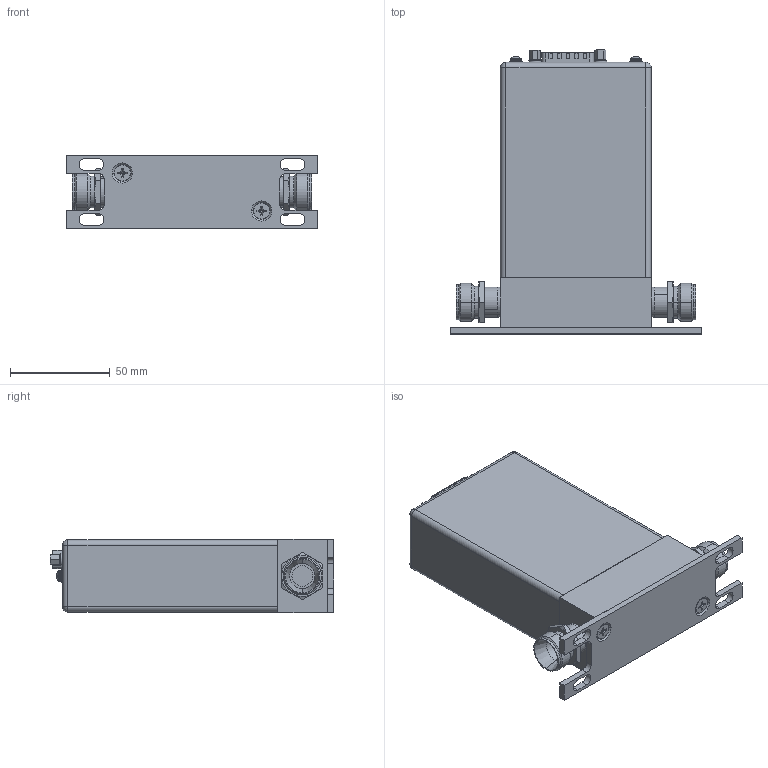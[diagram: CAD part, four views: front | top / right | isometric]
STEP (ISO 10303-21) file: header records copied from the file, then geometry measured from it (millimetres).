
FILE_DESCRIPTION((''),'2;1');
FILE_NAME('GE50A_4-20_1-2_TUBE_ASM','2014-09-25T',('cockrofm'),(''),'PRO/ENGINEER BY PARAMETRIC TECHNOLOGY CORPORATION, 2011490','PRO/ENGINEER BY PARAMETRIC TECHNOLOGY CORPORATION, 2011490','');
FILE_SCHEMA(('CONFIG_CONTROL_DESIGN'));
Length unit declared in the file: inch
Products named in the file (14): 118253_DUMMY_OUTLINE_3; 1053145_MOUNTING-PLATE_2; 160-3973_2; 1051992_FITTING_8VCR_2; 1-2_TUBE_ASM_1_ASM; 1041560_BRACKET_2; 1046482_ENCLOSURE_4-20MA_1; 1007235_CONN_RJ45_1; 185-3740_2; 1016309-003_1; 1011702-002_4-40_PAN-HD-SEMS_2; 171-015-113_2; 4-20_1-2_TUBE_ASM_3_ASM; GE50A_4-20_1-2_TUBE_ASM
Assembly tree (18 placements, depth 4):
  GE50A_4-20_1-2_TUBE_ASM
    4-20_1-2_TUBE_ASM_3_ASM
      1-2_TUBE_ASM_1_ASM
        118253_DUMMY_OUTLINE_3
        1053145_MOUNTING-PLATE_2
        160-3973_2  x2
        1051992_FITTING_8VCR_2  x2
      1041560_BRACKET_2
      1046482_ENCLOSURE_4-20MA_1
      1007235_CONN_RJ45_1
      185-3740_2  x2
      1016309-003_1  x2
      1011702-002_4-40_PAN-HD-SEMS_2  x2
      171-015-113_2
Bounding box: 125.98 x 142.34 x 36.83 mm (x, y, z)
Volume: 115671.8 mm3; surface area: 88761.7 mm2
Topology: 16 solids, 22 shells, 1063 faces, 2502 edges, 1569 vertices
Faces by surface type: cylinder 429, plane 418, extrusion 72, cone 64, torus 57, sphere 18, bspline 5
Entity records: 27348 total; most frequent: CARTESIAN_POINT 6519, DIRECTION 4433, ORIENTED_EDGE 4058, EDGE_CURVE 2041, AXIS2_PLACEMENT_3D 1665, VERTEX_POINT 1329, VECTOR 1103, LINE 1051
